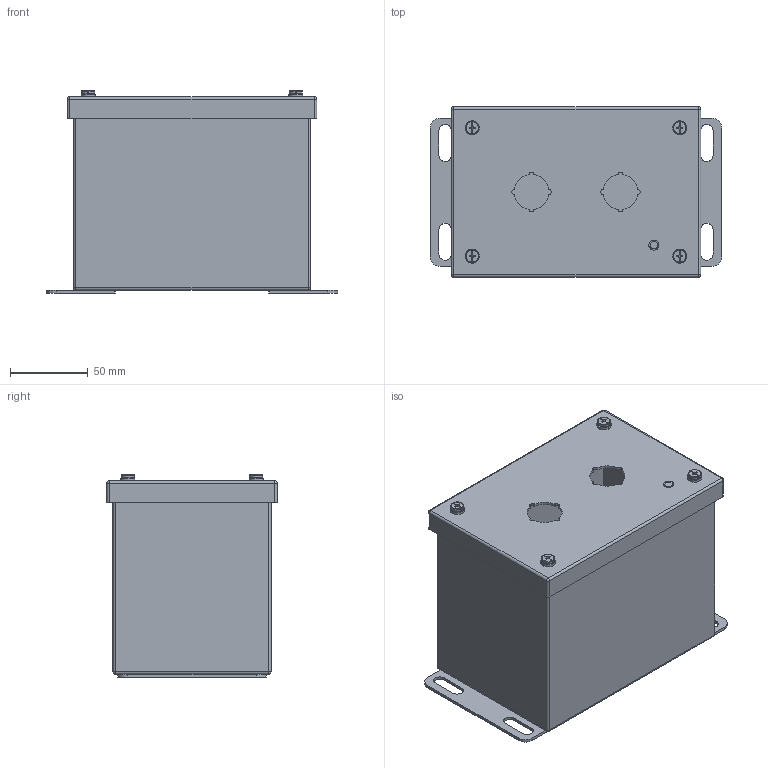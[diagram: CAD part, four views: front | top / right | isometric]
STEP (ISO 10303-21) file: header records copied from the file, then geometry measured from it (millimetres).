
FILE_DESCRIPTION (( 'STEP AP214' ), '1' );
FILE_NAME ('SCE-2PBXI.STEP', '2022-07-29T12:48:51', ( '' ), ( '' ), 'SwSTEP 2.0', 'SolidWorks 2021', '' );
FILE_SCHEMA (( 'AUTOMOTIVE_DESIGN' ));
Length unit declared in the file: inch
Products named in the file (1): SCE-2PBXI
Bounding box: 187.32 x 109.54 x 130.14 mm (x, y, z)
Volume: 178831.2 mm3; surface area: 232422 mm2
Topology: 14 solids, 14 shells, 426 faces, 1125 edges, 642 vertices
Faces by surface type: plane 159, cylinder 126, bspline 80, torus 32, cone 17, sphere 12
Full cylindrical faces by diameter (mm): 3.708 x4, 4.775 x5, 5.588 x4, 6.502 x1, 6.604 x4, 8.484 x4, 9.195 x4
Entity records: 13477 total; most frequent: CARTESIAN_POINT 3981, ORIENTED_EDGE 1890, DIRECTION 1844, EDGE_CURVE 945, AXIS2_PLACEMENT_3D 680, VERTEX_POINT 605, EDGE_LOOP 506, VECTOR 484
